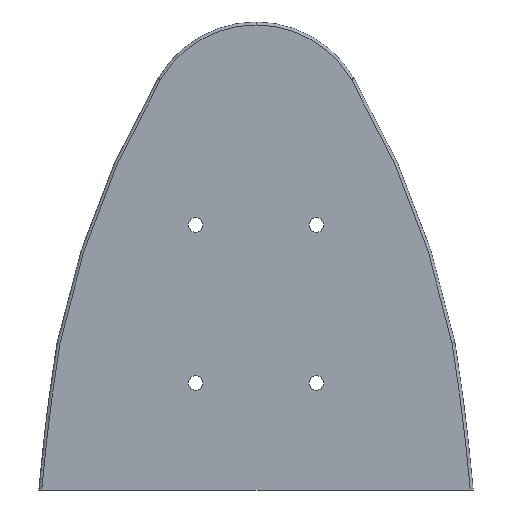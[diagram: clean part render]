
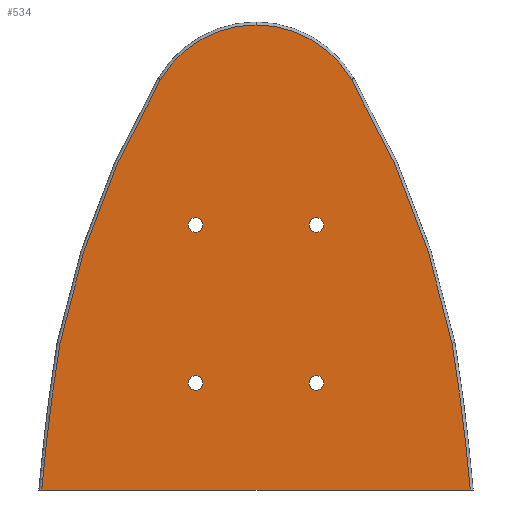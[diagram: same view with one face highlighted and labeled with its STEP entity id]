
A CAD part, front view. The second image highlights one B-rep face of the part: STEP entity #534.
In plain terms, the highlighted planar face has unit normal (0, -1, 0).
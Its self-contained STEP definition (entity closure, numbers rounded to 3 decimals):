
#41=FACE_BOUND('',#118,.T.);
#42=FACE_BOUND('',#119,.T.);
#43=FACE_BOUND('',#120,.T.);
#44=FACE_BOUND('',#121,.T.);
#61=PLANE('',#620);
#76=FACE_OUTER_BOUND('',#117,.T.);
#117=EDGE_LOOP('',(#422,#423,#424,#425,#426,#427,#428));
#118=EDGE_LOOP('',(#429));
#119=EDGE_LOOP('',(#430));
#120=EDGE_LOOP('',(#431));
#121=EDGE_LOOP('',(#432));
#142=LINE('',#857,#162);
#162=VECTOR('',#668,10.);
#195=CIRCLE('',#599,719.734);
#196=CIRCLE('',#603,294.952);
#201=CIRCLE('',#609,37.808);
#204=CIRCLE('',#613,37.808);
#206=CIRCLE('',#616,294.952);
#208=CIRCLE('',#619,719.734);
#209=CIRCLE('',#621,2.5);
#210=CIRCLE('',#622,2.5);
#211=CIRCLE('',#623,2.5);
#212=CIRCLE('',#624,2.5);
#227=VERTEX_POINT('',#844);
#229=VERTEX_POINT('',#856);
#250=VERTEX_POINT('',#986);
#253=VERTEX_POINT('',#1051);
#255=VERTEX_POINT('',#1057);
#257=VERTEX_POINT('',#1063);
#260=VERTEX_POINT('',#1071);
#261=VERTEX_POINT('',#1089);
#262=VERTEX_POINT('',#1091);
#263=VERTEX_POINT('',#1093);
#264=VERTEX_POINT('',#1095);
#277=EDGE_CURVE('',#229,#227,#142,.T.);
#302=EDGE_CURVE('',#229,#250,#195,.T.);
#308=EDGE_CURVE('',#250,#253,#196,.T.);
#313=EDGE_CURVE('',#253,#255,#201,.T.);
#316=EDGE_CURVE('',#255,#257,#204,.T.);
#318=EDGE_CURVE('',#257,#260,#206,.T.);
#321=EDGE_CURVE('',#260,#227,#208,.T.);
#322=EDGE_CURVE('',#261,#261,#209,.T.);
#323=EDGE_CURVE('',#262,#262,#210,.T.);
#324=EDGE_CURVE('',#263,#263,#211,.T.);
#325=EDGE_CURVE('',#264,#264,#212,.T.);
#422=ORIENTED_EDGE('',*,*,#277,.T.);
#423=ORIENTED_EDGE('',*,*,#321,.F.);
#424=ORIENTED_EDGE('',*,*,#318,.F.);
#425=ORIENTED_EDGE('',*,*,#316,.F.);
#426=ORIENTED_EDGE('',*,*,#313,.F.);
#427=ORIENTED_EDGE('',*,*,#308,.F.);
#428=ORIENTED_EDGE('',*,*,#302,.F.);
#429=ORIENTED_EDGE('',*,*,#322,.T.);
#430=ORIENTED_EDGE('',*,*,#323,.T.);
#431=ORIENTED_EDGE('',*,*,#324,.T.);
#432=ORIENTED_EDGE('',*,*,#325,.T.);
#534=ADVANCED_FACE('',(#76,#41,#42,#43,#44),#61,.F.);
#599=AXIS2_PLACEMENT_3D('',#987,#709,#710);
#603=AXIS2_PLACEMENT_3D('',#1052,#719,#720);
#609=AXIS2_PLACEMENT_3D('',#1061,#731,#732);
#613=AXIS2_PLACEMENT_3D('',#1067,#739,#740);
#616=AXIS2_PLACEMENT_3D('',#1072,#745,#746);
#619=AXIS2_PLACEMENT_3D('',#1087,#751,#752);
#620=AXIS2_PLACEMENT_3D('',#1088,#753,#754);
#621=AXIS2_PLACEMENT_3D('',#1090,#755,#756);
#622=AXIS2_PLACEMENT_3D('',#1092,#757,#758);
#623=AXIS2_PLACEMENT_3D('',#1094,#759,#760);
#624=AXIS2_PLACEMENT_3D('',#1096,#761,#762);
#668=DIRECTION('',(1.,0.,0.));
#709=DIRECTION('center_axis',(0.,1.,0.));
#710=DIRECTION('ref_axis',(-0.999,0.,0.054));
#719=DIRECTION('center_axis',(0.,1.,0.));
#720=DIRECTION('ref_axis',(-0.934,0.,0.356));
#731=DIRECTION('center_axis',(0.,1.,0.));
#732=DIRECTION('ref_axis',(-0.498,0.,0.867));
#739=DIRECTION('center_axis',(0.,1.,0.));
#740=DIRECTION('ref_axis',(0.498,0.,0.867));
#745=DIRECTION('center_axis',(0.,1.,0.));
#746=DIRECTION('ref_axis',(0.934,0.,0.356));
#751=DIRECTION('center_axis',(0.,1.,0.));
#752=DIRECTION('ref_axis',(0.999,0.,0.054));
#753=DIRECTION('center_axis',(0.,1.,0.));
#754=DIRECTION('ref_axis',(0.,0.,1.));
#755=DIRECTION('center_axis',(0.,1.,0.));
#756=DIRECTION('ref_axis',(-1.,0.,0.));
#757=DIRECTION('center_axis',(0.,1.,0.));
#758=DIRECTION('ref_axis',(-1.,0.,0.));
#759=DIRECTION('center_axis',(0.,1.,0.));
#760=DIRECTION('ref_axis',(-1.,0.,0.));
#761=DIRECTION('center_axis',(0.,1.,0.));
#762=DIRECTION('ref_axis',(-1.,0.,0.));
#844=CARTESIAN_POINT('',(72.85,0.,128.483));
#856=CARTESIAN_POINT('',(-73.633,0.,128.483));
#857=CARTESIAN_POINT('',(-41.698,0.,128.483));
#986=CARTESIAN_POINT('',(-67.412,0.,178.665));
#987=CARTESIAN_POINT('Origin',(643.303,0.,65.081));
#1051=CARTESIAN_POINT('',(-33.036,0.,268.747));
#1052=CARTESIAN_POINT('Origin',(221.639,0.,119.962));
#1057=CARTESIAN_POINT('',(-0.392,0.,287.483));
#1061=CARTESIAN_POINT('Origin',(-0.391,0.,249.675));
#1063=CARTESIAN_POINT('',(32.253,0.,268.747));
#1067=CARTESIAN_POINT('Origin',(-0.392,0.,249.675));
#1071=CARTESIAN_POINT('',(66.629,0.,178.665));
#1072=CARTESIAN_POINT('Origin',(-222.422,0.,119.962));
#1087=CARTESIAN_POINT('Origin',(-644.086,0.,65.081));
#1088=CARTESIAN_POINT('Origin',(-0.392,0.,9.083));
#1089=CARTESIAN_POINT('',(-18.529,0.,219.075));
#1090=CARTESIAN_POINT('Origin',(-21.029,0.,219.075));
#1091=CARTESIAN_POINT('',(22.746,0.,219.075));
#1092=CARTESIAN_POINT('Origin',(20.246,0.,219.075));
#1093=CARTESIAN_POINT('',(-18.529,0.,165.1));
#1094=CARTESIAN_POINT('Origin',(-21.029,0.,165.1));
#1095=CARTESIAN_POINT('',(22.746,0.,165.1));
#1096=CARTESIAN_POINT('Origin',(20.246,0.,165.1));
